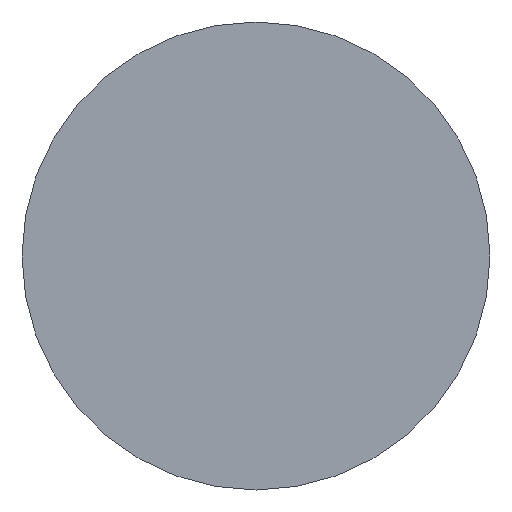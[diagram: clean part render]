
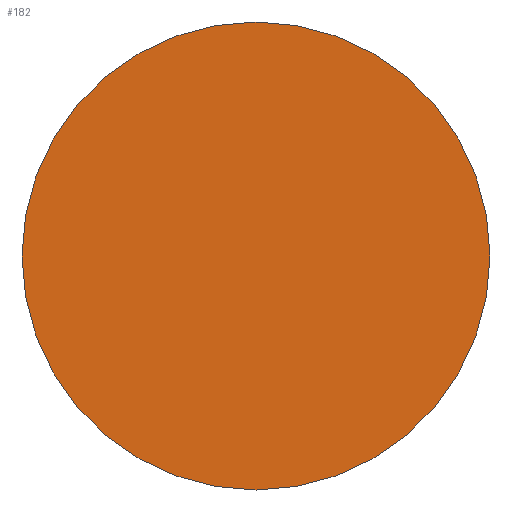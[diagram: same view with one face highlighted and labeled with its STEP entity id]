
A CAD part, left-side view. The second image highlights one B-rep face of the part: STEP entity #182.
In plain terms, the highlighted planar face has unit normal (-1, 0, 0).
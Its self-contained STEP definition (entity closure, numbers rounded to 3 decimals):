
#13 = EDGE_LOOP ( 'NONE', ( #172, #171 ) ) ;
#30 = CARTESIAN_POINT ( 'NONE',  ( 369.362, 55.677, 0. ) ) ;
#40 = VERTEX_POINT ( 'NONE', #102 ) ;
#61 = CARTESIAN_POINT ( 'NONE',  ( 369.362, 55.677, 0. ) ) ;
#64 = AXIS2_PLACEMENT_3D ( 'NONE', #151, #106, #72 ) ;
#65 = EDGE_CURVE ( 'NONE', #40, #127, #69, .T. ) ;
#69 = CIRCLE ( 'NONE', #145, 2. ) ;
#72 = DIRECTION ( 'NONE',  ( 0., 0., 1. ) ) ;
#82 = EDGE_CURVE ( 'NONE', #127, #40, #144, .T. ) ;
#89 = DIRECTION ( 'NONE',  ( -1., 0., 0. ) ) ;
#96 = FACE_OUTER_BOUND ( 'NONE', #13, .T. ) ;
#98 = AXIS2_PLACEMENT_3D ( 'NONE', #61, #148, #123 ) ;
#102 = CARTESIAN_POINT ( 'NONE',  ( 369.362, 55.677, 2. ) ) ;
#106 = DIRECTION ( 'NONE',  ( -1., 0., 0. ) ) ;
#123 = DIRECTION ( 'NONE',  ( 0., 0., -1. ) ) ;
#127 = VERTEX_POINT ( 'NONE', #146 ) ;
#144 = CIRCLE ( 'NONE', #64, 2. ) ;
#145 = AXIS2_PLACEMENT_3D ( 'NONE', #30, #89, #174 ) ;
#146 = CARTESIAN_POINT ( 'NONE',  ( 369.362, 55.677, -2. ) ) ;
#148 = DIRECTION ( 'NONE',  ( 1., 0., 0. ) ) ;
#149 = PLANE ( 'NONE',  #98 ) ;
#151 = CARTESIAN_POINT ( 'NONE',  ( 369.362, 55.677, 0. ) ) ;
#171 = ORIENTED_EDGE ( 'NONE', *, *, #82, .T. ) ;
#172 = ORIENTED_EDGE ( 'NONE', *, *, #65, .T. ) ;
#174 = DIRECTION ( 'NONE',  ( 0., 0., 1. ) ) ;
#182 = ADVANCED_FACE ( 'NONE', ( #96 ), #149, .F. ) ;
